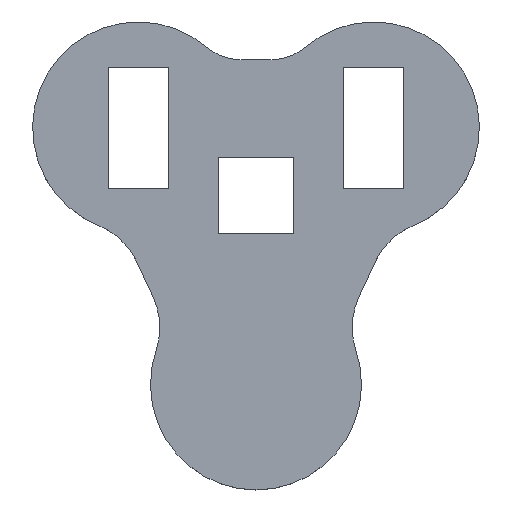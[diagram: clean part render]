
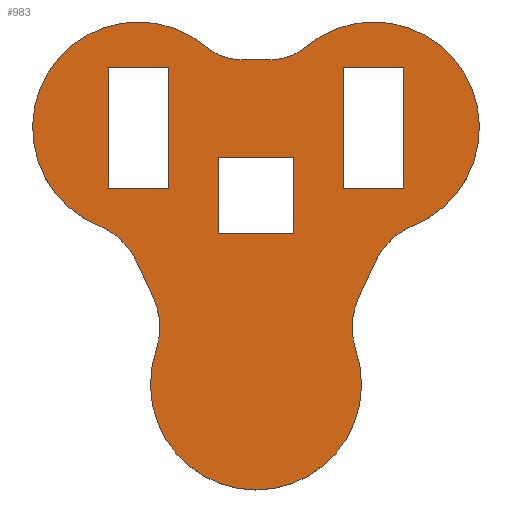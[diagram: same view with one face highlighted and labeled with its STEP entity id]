
A CAD part, top view. The second image highlights one B-rep face of the part: STEP entity #983.
In plain terms, the highlighted planar face has unit normal (0, 0, 1).
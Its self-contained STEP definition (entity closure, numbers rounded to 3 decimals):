
#18=FACE_BOUND('',#145,.T.);
#19=FACE_BOUND('',#146,.T.);
#20=FACE_BOUND('',#147,.T.);
#28=CIRCLE('',#1051,139.786);
#37=CIRCLE('',#1062,94.448);
#38=CIRCLE('',#1063,94.448);
#39=CIRCLE('',#1064,94.448);
#40=CIRCLE('',#1065,139.996);
#41=CIRCLE('',#1066,70.213);
#42=CIRCLE('',#1067,70.213);
#43=CIRCLE('',#1068,139.996);
#44=CIRCLE('',#1069,94.448);
#89=FACE_OUTER_BOUND('',#144,.T.);
#144=EDGE_LOOP('',(#705,#706,#707,#708,#709,#710,#711,#712,#713,#714,#715,
#716));
#145=EDGE_LOOP('',(#717,#718,#719,#720));
#146=EDGE_LOOP('',(#721,#722,#723,#724));
#147=EDGE_LOOP('',(#725,#726,#727,#728));
#197=LINE('',#1421,#305);
#201=LINE('',#1430,#309);
#205=LINE('',#1439,#313);
#209=LINE('',#1448,#317);
#213=LINE('',#1455,#321);
#215=LINE('',#1458,#323);
#228=LINE('',#1507,#336);
#229=LINE('',#1515,#337);
#230=LINE('',#1522,#338);
#231=LINE('',#1523,#339);
#232=LINE('',#1526,#340);
#233=LINE('',#1528,#341);
#234=LINE('',#1530,#342);
#235=LINE('',#1531,#343);
#236=LINE('',#1532,#344);
#305=VECTOR('',#1135,10.);
#309=VECTOR('',#1141,10.);
#313=VECTOR('',#1147,10.);
#317=VECTOR('',#1153,10.);
#321=VECTOR('',#1159,1000.);
#323=VECTOR('',#1163,1000.);
#336=VECTOR('',#1206,1000.);
#337=VECTOR('',#1213,1000.);
#338=VECTOR('',#1220,1000.);
#339=VECTOR('',#1221,1000.);
#340=VECTOR('',#1222,1000.);
#341=VECTOR('',#1223,1000.);
#342=VECTOR('',#1224,1000.);
#343=VECTOR('',#1225,1000.);
#344=VECTOR('',#1226,1000.);
#413=VERTEX_POINT('',#1419);
#414=VERTEX_POINT('',#1420);
#417=VERTEX_POINT('',#1428);
#418=VERTEX_POINT('',#1429);
#421=VERTEX_POINT('',#1437);
#422=VERTEX_POINT('',#1438);
#425=VERTEX_POINT('',#1446);
#426=VERTEX_POINT('',#1447);
#431=VERTEX_POINT('',#1464);
#432=VERTEX_POINT('',#1466);
#447=VERTEX_POINT('',#1502);
#448=VERTEX_POINT('',#1504);
#449=VERTEX_POINT('',#1506);
#450=VERTEX_POINT('',#1508);
#451=VERTEX_POINT('',#1510);
#452=VERTEX_POINT('',#1512);
#453=VERTEX_POINT('',#1514);
#454=VERTEX_POINT('',#1516);
#455=VERTEX_POINT('',#1518);
#456=VERTEX_POINT('',#1520);
#457=VERTEX_POINT('',#1524);
#458=VERTEX_POINT('',#1525);
#459=VERTEX_POINT('',#1527);
#460=VERTEX_POINT('',#1529);
#509=EDGE_CURVE('',#413,#414,#197,.T.);
#513=EDGE_CURVE('',#417,#418,#201,.T.);
#517=EDGE_CURVE('',#421,#422,#205,.T.);
#521=EDGE_CURVE('',#425,#426,#209,.T.);
#525=EDGE_CURVE('',#413,#422,#213,.T.);
#527=EDGE_CURVE('',#425,#418,#215,.T.);
#531=EDGE_CURVE('',#431,#432,#28,.T.);
#550=EDGE_CURVE('',#447,#432,#37,.T.);
#551=EDGE_CURVE('',#448,#431,#38,.T.);
#552=EDGE_CURVE('',#449,#448,#228,.T.);
#553=EDGE_CURVE('',#449,#450,#39,.T.);
#554=EDGE_CURVE('',#451,#450,#40,.T.);
#555=EDGE_CURVE('',#452,#451,#41,.T.);
#556=EDGE_CURVE('',#452,#453,#229,.T.);
#557=EDGE_CURVE('',#453,#454,#42,.T.);
#558=EDGE_CURVE('',#455,#454,#43,.T.);
#559=EDGE_CURVE('',#456,#455,#44,.T.);
#560=EDGE_CURVE('',#447,#456,#230,.T.);
#561=EDGE_CURVE('',#426,#417,#231,.T.);
#562=EDGE_CURVE('',#457,#458,#232,.T.);
#563=EDGE_CURVE('',#459,#458,#233,.T.);
#564=EDGE_CURVE('',#460,#459,#234,.T.);
#565=EDGE_CURVE('',#460,#457,#235,.T.);
#566=EDGE_CURVE('',#414,#421,#236,.T.);
#705=ORIENTED_EDGE('',*,*,#550,.T.);
#706=ORIENTED_EDGE('',*,*,#531,.F.);
#707=ORIENTED_EDGE('',*,*,#551,.F.);
#708=ORIENTED_EDGE('',*,*,#552,.F.);
#709=ORIENTED_EDGE('',*,*,#553,.T.);
#710=ORIENTED_EDGE('',*,*,#554,.F.);
#711=ORIENTED_EDGE('',*,*,#555,.F.);
#712=ORIENTED_EDGE('',*,*,#556,.T.);
#713=ORIENTED_EDGE('',*,*,#557,.T.);
#714=ORIENTED_EDGE('',*,*,#558,.F.);
#715=ORIENTED_EDGE('',*,*,#559,.F.);
#716=ORIENTED_EDGE('',*,*,#560,.F.);
#717=ORIENTED_EDGE('',*,*,#521,.F.);
#718=ORIENTED_EDGE('',*,*,#527,.T.);
#719=ORIENTED_EDGE('',*,*,#513,.F.);
#720=ORIENTED_EDGE('',*,*,#561,.F.);
#721=ORIENTED_EDGE('',*,*,#562,.T.);
#722=ORIENTED_EDGE('',*,*,#563,.F.);
#723=ORIENTED_EDGE('',*,*,#564,.F.);
#724=ORIENTED_EDGE('',*,*,#565,.T.);
#725=ORIENTED_EDGE('',*,*,#566,.T.);
#726=ORIENTED_EDGE('',*,*,#517,.T.);
#727=ORIENTED_EDGE('',*,*,#525,.F.);
#728=ORIENTED_EDGE('',*,*,#509,.T.);
#948=PLANE('',#1061);
#983=ADVANCED_FACE('',(#89,#18,#19,#20),#948,.F.);
#1051=AXIS2_PLACEMENT_3D('',#1467,#1170,#1171);
#1061=AXIS2_PLACEMENT_3D('',#1501,#1200,#1201);
#1062=AXIS2_PLACEMENT_3D('',#1503,#1202,#1203);
#1063=AXIS2_PLACEMENT_3D('',#1505,#1204,#1205);
#1064=AXIS2_PLACEMENT_3D('',#1509,#1207,#1208);
#1065=AXIS2_PLACEMENT_3D('',#1511,#1209,#1210);
#1066=AXIS2_PLACEMENT_3D('',#1513,#1211,#1212);
#1067=AXIS2_PLACEMENT_3D('',#1517,#1214,#1215);
#1068=AXIS2_PLACEMENT_3D('',#1519,#1216,#1217);
#1069=AXIS2_PLACEMENT_3D('',#1521,#1218,#1219);
#1135=DIRECTION('',(0.,1.,0.));
#1141=DIRECTION('',(0.,-1.,0.));
#1147=DIRECTION('',(0.,-1.,0.));
#1153=DIRECTION('',(0.,1.,0.));
#1159=DIRECTION('',(1.,0.,0.));
#1163=DIRECTION('',(-1.,0.,0.));
#1170=DIRECTION('center_axis',(0.,0.,-1.));
#1171=DIRECTION('ref_axis',(0.,1.,0.));
#1200=DIRECTION('center_axis',(0.,0.,-1.));
#1201=DIRECTION('ref_axis',(0.,1.,0.));
#1202=DIRECTION('center_axis',(0.,0.,-1.));
#1203=DIRECTION('ref_axis',(0.,1.,0.));
#1204=DIRECTION('center_axis',(0.,0.,1.));
#1205=DIRECTION('ref_axis',(0.,-1.,0.));
#1206=DIRECTION('',(-0.417,-0.909,0.));
#1207=DIRECTION('center_axis',(0.,0.,-1.));
#1208=DIRECTION('ref_axis',(0.,1.,0.));
#1209=DIRECTION('center_axis',(0.,0.,-1.));
#1210=DIRECTION('ref_axis',(0.,1.,0.));
#1211=DIRECTION('center_axis',(0.,0.,1.));
#1212=DIRECTION('ref_axis',(0.,-1.,0.));
#1213=DIRECTION('',(-1.,0.,0.));
#1214=DIRECTION('center_axis',(0.,0.,-1.));
#1215=DIRECTION('ref_axis',(0.,1.,0.));
#1216=DIRECTION('center_axis',(0.,0.,-1.));
#1217=DIRECTION('ref_axis',(0.,1.,0.));
#1218=DIRECTION('center_axis',(0.,0.,1.));
#1219=DIRECTION('ref_axis',(0.,-1.,0.));
#1220=DIRECTION('',(-0.417,0.909,0.));
#1221=DIRECTION('',(-1.,0.,0.));
#1222=DIRECTION('',(1.,0.,0.));
#1223=DIRECTION('',(0.,1.,0.));
#1224=DIRECTION('',(1.,0.,0.));
#1225=DIRECTION('',(0.,1.,0.));
#1226=DIRECTION('',(1.,0.,0.));
#1419=CARTESIAN_POINT('',(-195.885,9.786,50.214));
#1420=CARTESIAN_POINT('',(-195.885,169.786,50.214));
#1421=CARTESIAN_POINT('',(-195.885,9.786,50.214));
#1428=CARTESIAN_POINT('',(115.885,169.786,50.214));
#1429=CARTESIAN_POINT('',(115.885,9.786,50.214));
#1430=CARTESIAN_POINT('',(115.885,169.786,50.214));
#1437=CARTESIAN_POINT('',(-115.885,169.786,50.214));
#1438=CARTESIAN_POINT('',(-115.885,9.786,50.214));
#1439=CARTESIAN_POINT('',(-115.885,169.786,50.214));
#1446=CARTESIAN_POINT('',(195.885,9.786,50.214));
#1447=CARTESIAN_POINT('',(195.885,169.786,50.214));
#1448=CARTESIAN_POINT('',(195.885,9.786,50.214));
#1455=CARTESIAN_POINT('',(-205.885,9.786,50.214));
#1458=CARTESIAN_POINT('',(205.885,9.786,50.214));
#1464=CARTESIAN_POINT('',(132.363,-205.271,50.214));
#1466=CARTESIAN_POINT('',(-132.363,-205.271,50.214));
#1467=CARTESIAN_POINT('Origin',(0.,-250.214,50.214));
#1501=CARTESIAN_POINT('Origin',(-221.797,-174.904,50.214));
#1502=CARTESIAN_POINT('',(-135.958,-135.506,50.214));
#1503=CARTESIAN_POINT('Origin',(-221.797,-174.904,50.214));
#1504=CARTESIAN_POINT('',(135.958,-135.506,50.214));
#1505=CARTESIAN_POINT('Origin',(221.797,-174.904,50.214));
#1506=CARTESIAN_POINT('',(157.631,-88.286,50.214));
#1507=CARTESIAN_POINT('',(157.631,-88.286,50.214));
#1508=CARTESIAN_POINT('',(208.185,-40.074,50.214));
#1509=CARTESIAN_POINT('Origin',(243.47,-127.684,50.214));
#1510=CARTESIAN_POINT('',(65.253,196.485,50.214));
#1511=CARTESIAN_POINT('Origin',(155.885,89.786,50.214));
#1512=CARTESIAN_POINT('',(19.798,179.786,50.214));
#1513=CARTESIAN_POINT('Origin',(19.798,249.998,50.214));
#1514=CARTESIAN_POINT('',(-19.798,179.786,50.214));
#1515=CARTESIAN_POINT('',(19.798,179.786,50.214));
#1516=CARTESIAN_POINT('',(-65.253,196.485,50.214));
#1517=CARTESIAN_POINT('Origin',(-19.798,249.998,50.214));
#1518=CARTESIAN_POINT('',(-208.185,-40.074,50.214));
#1519=CARTESIAN_POINT('Origin',(-155.885,89.786,50.214));
#1520=CARTESIAN_POINT('',(-157.631,-88.286,50.214));
#1521=CARTESIAN_POINT('Origin',(-243.47,-127.684,50.214));
#1522=CARTESIAN_POINT('',(-135.958,-135.506,50.214));
#1523=CARTESIAN_POINT('',(205.885,169.786,50.214));
#1524=CARTESIAN_POINT('',(-50.,49.786,50.214));
#1525=CARTESIAN_POINT('',(50.,49.786,50.214));
#1526=CARTESIAN_POINT('',(-50.,49.786,50.214));
#1527=CARTESIAN_POINT('',(50.,-50.214,50.214));
#1528=CARTESIAN_POINT('',(50.,-50.214,50.214));
#1529=CARTESIAN_POINT('',(-50.,-50.214,50.214));
#1530=CARTESIAN_POINT('',(-50.,-50.214,50.214));
#1531=CARTESIAN_POINT('',(-50.,-50.214,50.214));
#1532=CARTESIAN_POINT('',(-205.885,169.786,50.214));
